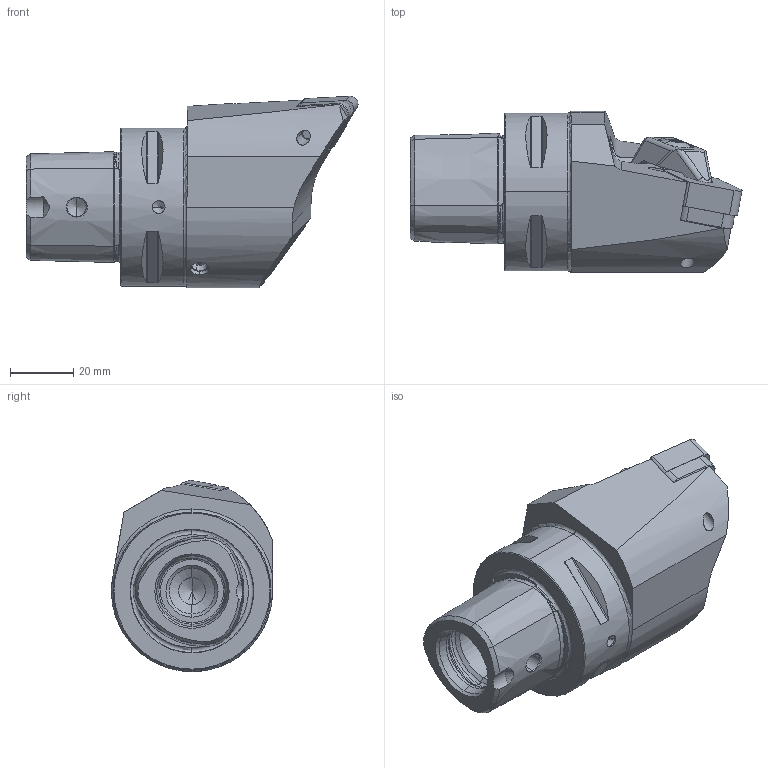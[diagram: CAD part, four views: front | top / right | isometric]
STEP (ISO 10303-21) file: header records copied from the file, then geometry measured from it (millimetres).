
FILE_DESCRIPTION (( 'STEP AP203' ), '1' );
FILE_NAME ('PS5-KDX.LJA.075.STEP', '2019-08-30T10:50:54', ( '' ), ( '' ), 'SwSTEP 2.0', 'SolidWorks 2017', '' );
FILE_SCHEMA (( 'CONFIG_CONTROL_DESIGN' ));
Length unit declared in the file: millimetre
Products named in the file (10): KVT_MB_600_060; Bratze komplett; WDX-ER2.101.003_A; PS5-KDX.LJA.075; DNMG190724; Feder; PS5-KDX.LJA.075_A; WCC-ER2.001.010_A; Bratze; Spannschraube
Assembly tree (9 placements, depth 3):
  PS5-KDX.LJA.075
    PS5-KDX.LJA.075_A
    DNMG190724
    KVT_MB_600_060
    WDX-ER2.101.003_A
    WCC-ER2.001.010_A
    Bratze komplett
      Bratze
      Spannschraube
      Feder
Bounding box: 105.07 x 51 x 60.57 mm (x, y, z)
Volume: 129904.2 mm3; surface area: 27477.5 mm2
Topology: 9 solids, 9 shells, 410 faces, 995 edges, 599 vertices
Faces by surface type: cylinder 145, plane 106, cone 103, torus 44, sphere 6, bspline 6
Entity records: 15965 total; most frequent: CARTESIAN_POINT 5577, DIRECTION 2002, ORIENTED_EDGE 1944, EDGE_CURVE 972, AXIS2_PLACEMENT_3D 801, VERTEX_POINT 596, EDGE_LOOP 440, FACE_OUTER_BOUND 410
